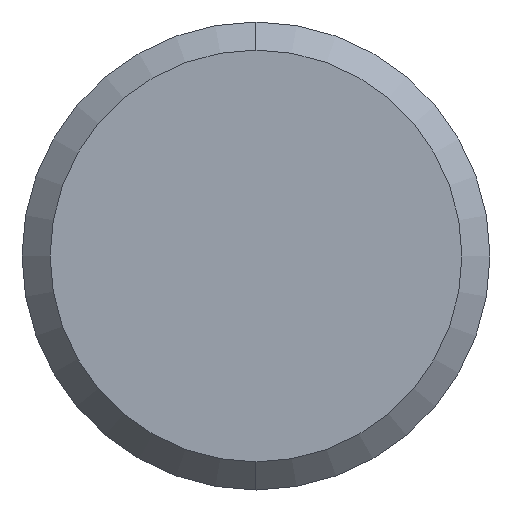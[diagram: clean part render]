
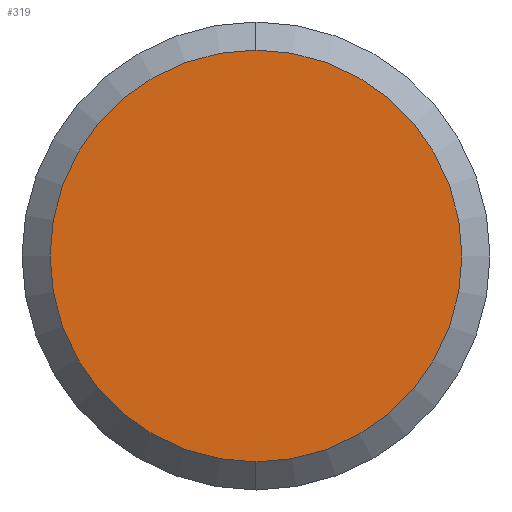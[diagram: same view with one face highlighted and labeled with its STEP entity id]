
A CAD part, left-side view. The second image highlights one B-rep face of the part: STEP entity #319.
In plain terms, the highlighted planar face has unit normal (-1, 0, 0).
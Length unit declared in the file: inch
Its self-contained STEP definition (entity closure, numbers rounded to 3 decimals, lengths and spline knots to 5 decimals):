
#2 = EDGE_LOOP ( 'NONE', ( #221, #273 ) ) ;
#6 = DIRECTION ( 'NONE',  ( 1., 0., 0. ) ) ;
#28 = EDGE_CURVE ( 'NONE', #93, #245, #32, .T. ) ;
#32 = CIRCLE ( 'NONE', #235, 0.22 ) ;
#34 = PLANE ( 'NONE',  #181 ) ;
#44 = CARTESIAN_POINT ( 'NONE',  ( -2., 0., 0. ) ) ;
#58 = CIRCLE ( 'NONE', #311, 0.22 ) ;
#84 = DIRECTION ( 'NONE',  ( 0., 0., -1. ) ) ;
#93 = VERTEX_POINT ( 'NONE', #274 ) ;
#129 = DIRECTION ( 'NONE',  ( 0., 0., -1. ) ) ;
#141 = FACE_OUTER_BOUND ( 'NONE', #2, .T. ) ;
#145 = CARTESIAN_POINT ( 'NONE',  ( -2., 0., 0. ) ) ;
#165 = CARTESIAN_POINT ( 'NONE',  ( -2., 0., 0. ) ) ;
#169 = CARTESIAN_POINT ( 'NONE',  ( -2., 0., -0.22 ) ) ;
#181 = AXIS2_PLACEMENT_3D ( 'NONE', #145, #227, #258 ) ;
#206 = EDGE_CURVE ( 'NONE', #245, #93, #58, .T. ) ;
#218 = DIRECTION ( 'NONE',  ( 1., 0., 0. ) ) ;
#221 = ORIENTED_EDGE ( 'NONE', *, *, #206, .F. ) ;
#227 = DIRECTION ( 'NONE',  ( -1., 0., 0. ) ) ;
#235 = AXIS2_PLACEMENT_3D ( 'NONE', #44, #218, #129 ) ;
#245 = VERTEX_POINT ( 'NONE', #169 ) ;
#258 = DIRECTION ( 'NONE',  ( 0., 0., 1. ) ) ;
#273 = ORIENTED_EDGE ( 'NONE', *, *, #28, .F. ) ;
#274 = CARTESIAN_POINT ( 'NONE',  ( -2., 0., 0.22 ) ) ;
#311 = AXIS2_PLACEMENT_3D ( 'NONE', #165, #6, #84 ) ;
#319 = ADVANCED_FACE ( 'NONE', ( #141 ), #34, .T. ) ;
